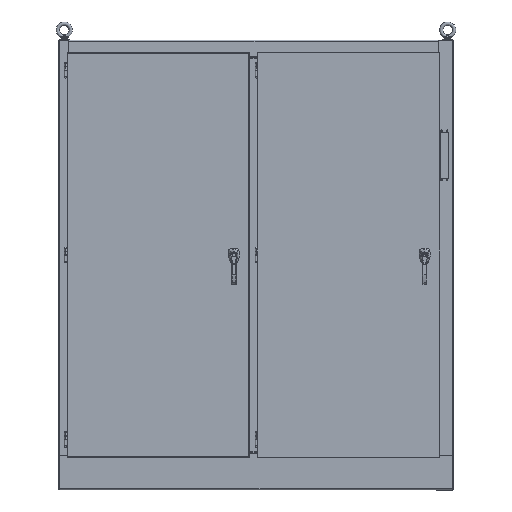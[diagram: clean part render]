
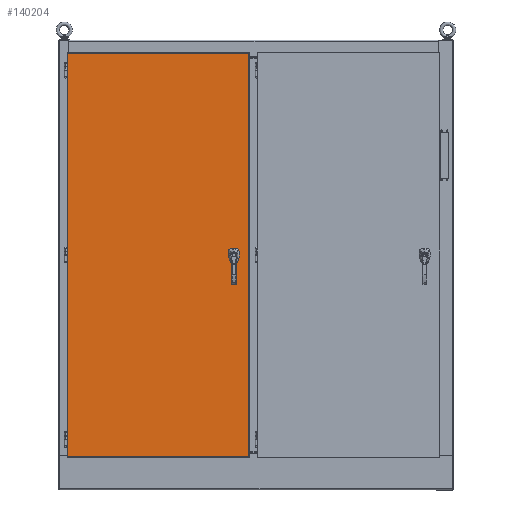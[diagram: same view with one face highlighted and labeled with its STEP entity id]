
A CAD part, top view. The second image highlights one B-rep face of the part: STEP entity #140204.
In plain terms, the highlighted face is planar.
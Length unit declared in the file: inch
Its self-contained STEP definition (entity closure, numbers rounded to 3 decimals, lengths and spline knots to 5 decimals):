
#1836 = DIRECTION ( 'NONE',  ( 1., 0., 0. ) ) ;
#4324 = VECTOR ( 'NONE', #24462, 39.37008 ) ;
#12725 = LINE ( 'NONE', #37461, #4324 ) ;
#24462 = DIRECTION ( 'NONE',  ( 0., 0., -1. ) ) ;
#35611 = LINE ( 'NONE', #122281, #166227 ) ;
#37461 = CARTESIAN_POINT ( 'NONE',  ( -37.87509, -25.24331, 87.49994 ) ) ;
#37684 = ORIENTED_EDGE ( 'NONE', *, *, #133922, .F. ) ;
#41457 = AXIS2_PLACEMENT_3D ( 'NONE', #117355, #144456, #103296 ) ;
#57453 = CARTESIAN_POINT ( 'NONE',  ( -1.3747, -25.24331, 87.49994 ) ) ;
#58065 = EDGE_CURVE ( 'NONE', #58604, #72579, #35611, .T. ) ;
#58604 = VERTEX_POINT ( 'NONE', #57453 ) ;
#62806 = EDGE_LOOP ( 'NONE', ( #129010, #156124, #75058, #37684 ) ) ;
#67994 = CARTESIAN_POINT ( 'NONE',  ( -37.87509, -25.24331, 87.49994 ) ) ;
#68749 = EDGE_CURVE ( 'NONE', #172846, #72579, #148146, .T. ) ;
#72579 = VERTEX_POINT ( 'NONE', #117990 ) ;
#75058 = ORIENTED_EDGE ( 'NONE', *, *, #58065, .F. ) ;
#76854 = PLANE ( 'NONE',  #41457 ) ;
#77288 = FACE_OUTER_BOUND ( 'NONE', #62806, .T. ) ;
#94909 = VECTOR ( 'NONE', #1836, 39.37008 ) ;
#103296 = DIRECTION ( 'NONE',  ( 1., 0., 0. ) ) ;
#117355 = CARTESIAN_POINT ( 'NONE',  ( 0., -25.24331, 0. ) ) ;
#117990 = CARTESIAN_POINT ( 'NONE',  ( -1.3747, -25.24331, 6.37521 ) ) ;
#122281 = CARTESIAN_POINT ( 'NONE',  ( -1.3747, -25.24331, 87.49994 ) ) ;
#127680 = VERTEX_POINT ( 'NONE', #153483 ) ;
#129010 = ORIENTED_EDGE ( 'NONE', *, *, #153448, .T. ) ;
#132678 = LINE ( 'NONE', #67994, #94909 ) ;
#133922 = EDGE_CURVE ( 'NONE', #127680, #58604, #132678, .T. ) ;
#135267 = DIRECTION ( 'NONE',  ( 0., 0., -1. ) ) ;
#137626 = CARTESIAN_POINT ( 'NONE',  ( -37.87509, -25.24331, 6.37521 ) ) ;
#140204 = ADVANCED_FACE ( 'NONE', ( #77288 ), #76854, .T. ) ;
#144456 = DIRECTION ( 'NONE',  ( 0., -1., 0. ) ) ;
#148146 = LINE ( 'NONE', #137626, #156601 ) ;
#149437 = DIRECTION ( 'NONE',  ( 1., 0., 0. ) ) ;
#153448 = EDGE_CURVE ( 'NONE', #127680, #172846, #12725, .T. ) ;
#153483 = CARTESIAN_POINT ( 'NONE',  ( -37.87509, -25.24331, 87.49994 ) ) ;
#156124 = ORIENTED_EDGE ( 'NONE', *, *, #68749, .T. ) ;
#156601 = VECTOR ( 'NONE', #149437, 39.37008 ) ;
#166227 = VECTOR ( 'NONE', #135267, 39.37008 ) ;
#172846 = VERTEX_POINT ( 'NONE', #173468 ) ;
#173468 = CARTESIAN_POINT ( 'NONE',  ( -37.87509, -25.24331, 6.37521 ) ) ;
